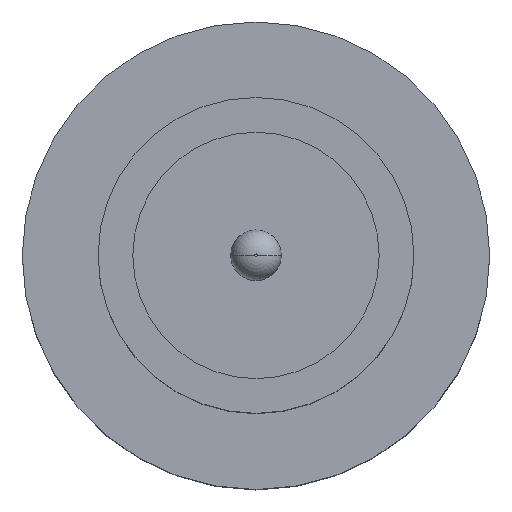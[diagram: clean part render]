
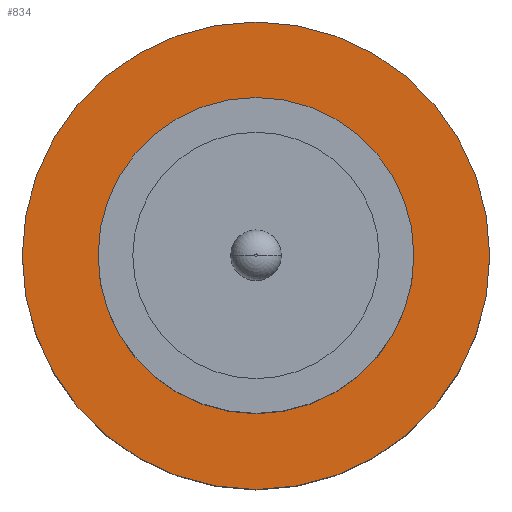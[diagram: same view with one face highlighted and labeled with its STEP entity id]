
A CAD part, top view. The second image highlights one B-rep face of the part: STEP entity #834.
In plain terms, the highlighted planar face has unit normal (0, 0, 1).
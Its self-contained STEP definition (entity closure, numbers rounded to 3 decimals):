
#18 = CARTESIAN_POINT ( 'NONE',  ( -1.85, 0., 1.55 ) ) ;
#21 = FACE_BOUND ( 'NONE', #323, .T. ) ;
#43 = EDGE_CURVE ( 'NONE', #395, #298, #829, .T. ) ;
#52 = CARTESIAN_POINT ( 'NONE',  ( 1.25, 0., 1.55 ) ) ;
#60 = AXIS2_PLACEMENT_3D ( 'NONE', #703, #334, #127 ) ;
#93 = DIRECTION ( 'NONE',  ( 0., 0., 1. ) ) ;
#104 = CARTESIAN_POINT ( 'NONE',  ( -1.25, 0., 1.55 ) ) ;
#127 = DIRECTION ( 'NONE',  ( 1., 0., 0. ) ) ;
#136 = EDGE_CURVE ( 'NONE', #550, #906, #568, .T. ) ;
#169 = ORIENTED_EDGE ( 'NONE', *, *, #136, .F. ) ;
#254 = DIRECTION ( 'NONE',  ( 1., 0., 0. ) ) ;
#298 = VERTEX_POINT ( 'NONE', #18 ) ;
#323 = EDGE_LOOP ( 'NONE', ( #169, #439 ) ) ;
#334 = DIRECTION ( 'NONE',  ( 0., 0., 1. ) ) ;
#358 = ORIENTED_EDGE ( 'NONE', *, *, #473, .T. ) ;
#362 = AXIS2_PLACEMENT_3D ( 'NONE', #445, #93, #659 ) ;
#395 = VERTEX_POINT ( 'NONE', #466 ) ;
#409 = CIRCLE ( 'NONE', #60, 1.85 ) ;
#439 = ORIENTED_EDGE ( 'NONE', *, *, #822, .F. ) ;
#445 = CARTESIAN_POINT ( 'NONE',  ( 0., 0., 1.55 ) ) ;
#466 = CARTESIAN_POINT ( 'NONE',  ( 1.85, 0., 1.55 ) ) ;
#473 = EDGE_CURVE ( 'NONE', #298, #395, #409, .T. ) ;
#483 = CARTESIAN_POINT ( 'NONE',  ( 0., 0., 1.55 ) ) ;
#485 = CARTESIAN_POINT ( 'NONE',  ( 0., 0., 1.55 ) ) ;
#487 = DIRECTION ( 'NONE',  ( 0., 0., 1. ) ) ;
#509 = FACE_OUTER_BOUND ( 'NONE', #707, .T. ) ;
#550 = VERTEX_POINT ( 'NONE', #52 ) ;
#568 = CIRCLE ( 'NONE', #708, 1.25 ) ;
#586 = PLANE ( 'NONE',  #810 ) ;
#645 = CIRCLE ( 'NONE', #362, 1.25 ) ;
#659 = DIRECTION ( 'NONE',  ( 1., 0., 0. ) ) ;
#663 = DIRECTION ( 'NONE',  ( 1., 0., 0. ) ) ;
#665 = CARTESIAN_POINT ( 'NONE',  ( 0., 0., 1.55 ) ) ;
#703 = CARTESIAN_POINT ( 'NONE',  ( 0., 0., 1.55 ) ) ;
#707 = EDGE_LOOP ( 'NONE', ( #358, #839 ) ) ;
#708 = AXIS2_PLACEMENT_3D ( 'NONE', #485, #487, #254 ) ;
#767 = DIRECTION ( 'NONE',  ( 0., 0., 1. ) ) ;
#784 = AXIS2_PLACEMENT_3D ( 'NONE', #483, #767, #828 ) ;
#810 = AXIS2_PLACEMENT_3D ( 'NONE', #665, #870, #663 ) ;
#822 = EDGE_CURVE ( 'NONE', #906, #550, #645, .T. ) ;
#828 = DIRECTION ( 'NONE',  ( 1., 0., 0. ) ) ;
#829 = CIRCLE ( 'NONE', #784, 1.85 ) ;
#834 = ADVANCED_FACE ( 'NONE', ( #21, #509 ), #586, .T. ) ;
#839 = ORIENTED_EDGE ( 'NONE', *, *, #43, .T. ) ;
#870 = DIRECTION ( 'NONE',  ( 0., 0., 1. ) ) ;
#906 = VERTEX_POINT ( 'NONE', #104 ) ;
